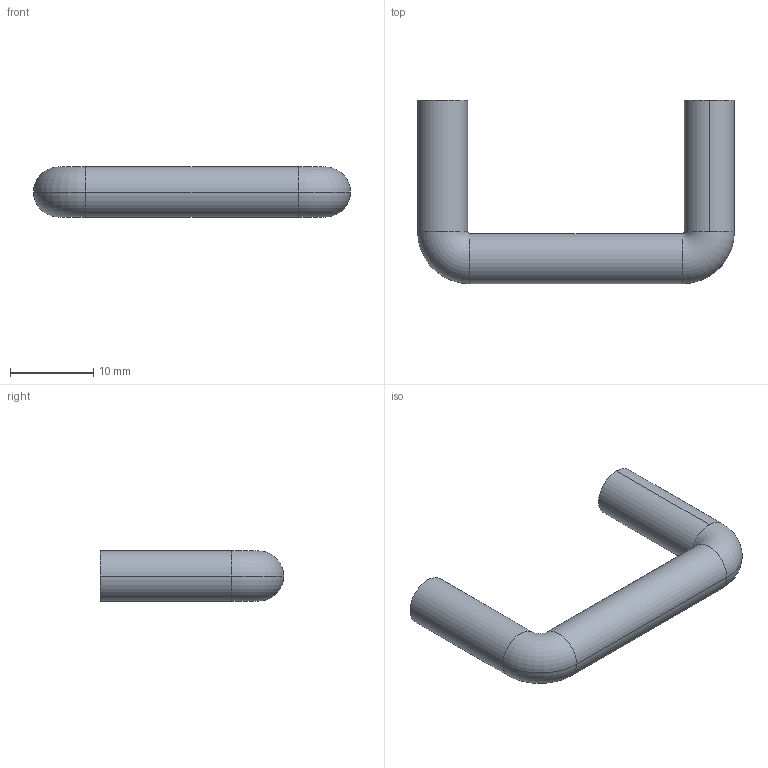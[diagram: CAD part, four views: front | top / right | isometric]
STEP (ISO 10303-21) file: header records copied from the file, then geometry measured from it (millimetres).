
FILE_DESCRIPTION (( 'STEP AP214' ), '1' );
FILE_NAME ('拉手（小.STEP', '2025-12-11T00:47:47', ( '' ), ( '' ), 'SwSTEP 2.0', 'SolidWorks 2024', '' );
FILE_SCHEMA (( 'AUTOMOTIVE_DESIGN' ));
Length unit declared in the file: millimetre
Products named in the file (1): 拉手（小
Bounding box: 38 x 22 x 6 mm (x, y, z)
Volume: 1775.1 mm3; surface area: 1521.4 mm2
Topology: 1 solids, 1 shells, 20 faces, 44 edges, 24 vertices
Faces by surface type: cylinder 10, torus 4, cone 4, plane 2
Entity records: 549 total; most frequent: DIRECTION 108, CARTESIAN_POINT 85, ORIENTED_EDGE 80, AXIS2_PLACEMENT_3D 47, EDGE_CURVE 40, CIRCLE 26, VERTEX_POINT 24, EDGE_LOOP 22
